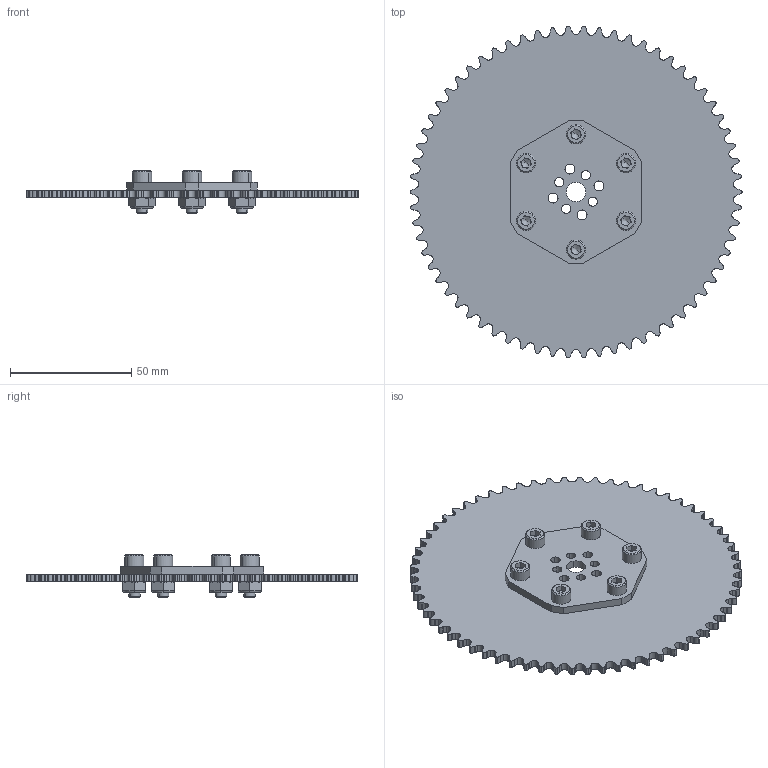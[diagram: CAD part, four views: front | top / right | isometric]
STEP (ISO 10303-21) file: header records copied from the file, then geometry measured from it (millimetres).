
FILE_DESCRIPTION (( 'STEP AP214' ), '1' );
FILE_NAME ('am-3466 66t Samurai Sprocket.STEP', '2016-10-14T14:54:47', ( '' ), ( '' ), 'SwSTEP 2.0', 'SolidWorks 2014', '' );
FILE_SCHEMA (( 'AUTOMOTIVE_DESIGN' ));
Length unit declared in the file: inch
Products named in the file (5): FTC Conversion Plate REV 2; S25-66_25-0.25P1ST66T66SN1 inH.25 inL1.1250N; am-3466 66t Samurai Sprocket; 10-32 Nylock Jam Nut_90633A411; 10-32x0500_shcs_HX-SHCS 0.19-32x1.375x1-C
Assembly tree (14 placements, depth 2):
  am-3466 66t Samurai Sprocket
    S25-66_25-0.25P1ST66T66SN1 inH.25 inL1.1250N
    FTC Conversion Plate REV 2
    10-32x0500_shcs_HX-SHCS 0.19-32x1.375x1-C  x6
    10-32 Nylock Jam Nut_90633A411  x6
Bounding box: 137.11 x 136.99 x 17.53 mm (x, y, z)
Volume: 52873 mm3; surface area: 40513.5 mm2
Topology: 20 solids, 20 shells, 1275 faces, 3267 edges, 2044 vertices
Faces by surface type: cylinder 647, plane 310, cone 270, torus 48
Entity records: 25442 total; most frequent: CARTESIAN_POINT 4951, DIRECTION 4588, ORIENTED_EDGE 4200, EDGE_CURVE 2100, AXIS2_PLACEMENT_3D 1798, VERTEX_POINT 1379, CIRCLE 1046, VECTOR 992
